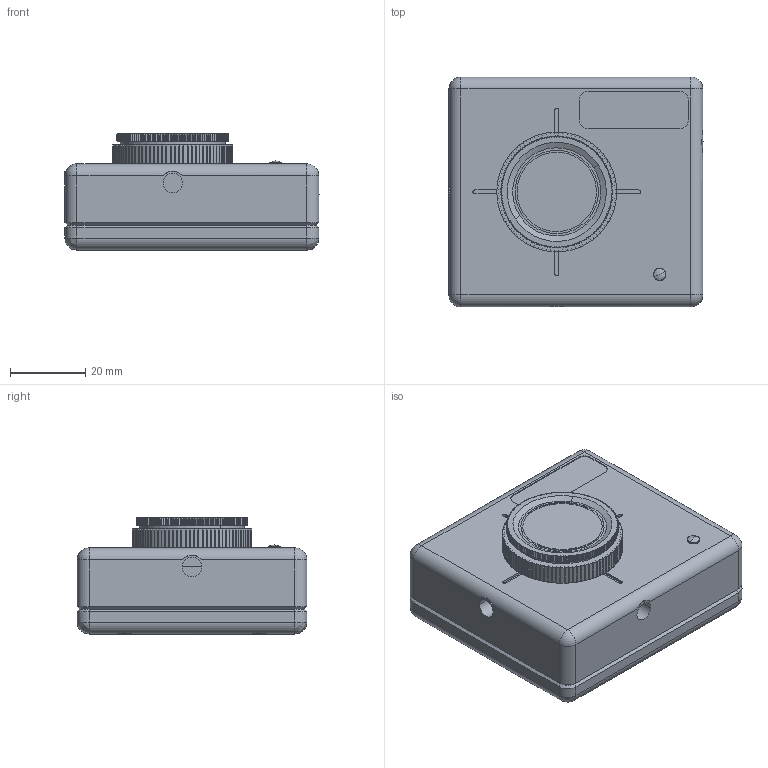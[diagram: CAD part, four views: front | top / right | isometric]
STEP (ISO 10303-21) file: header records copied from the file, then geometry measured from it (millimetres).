
FILE_DESCRIPTION (( 'STEP AP214' ), '1' );
FILE_NAME ('WinCamD-UHR.STEP', '2020-03-03T23:08:29', ( '' ), ( '' ), 'SwSTEP 2.0', 'SolidWorks 2019', '' );
FILE_SCHEMA (( 'AUTOMOTIVE_DESIGN' ));
Length unit declared in the file: millimetre
Products named in the file (12): WinCamD Top; WinCamD-UHR; Light Pipe; ND Filter 4.0_1.0; C-Mount Lens Cap; SMB CAP_85985K13; C-mount ND 4.0 filter_4.0; 0.875 ND 4.0 Filter Glass_4; WinCamD Back; Case Screw_96640A058; Sensor Depth; USB 2.0 Mini
Assembly tree (13 placements, depth 3):
  WinCamD-UHR
    WinCamD Back
    ND Filter 4.0_1.0
      C-mount ND 4.0 filter_4.0
      0.875 ND 4.0 Filter Glass_4
      C-Mount Lens Cap
    USB 2.0 Mini
    SMB CAP_85985K13
    Case Screw_96640A058  x3
    WinCamD Top
    Light Pipe
    Sensor Depth
Bounding box: 67.36 x 60.96 x 30.78 mm (x, y, z)
Volume: 61775.9 mm3; surface area: 34210.2 mm2
Topology: 11 solids, 12 shells, 2275 faces, 6652 edges, 4349 vertices
Faces by surface type: plane 1105, cylinder 786, cone 347, bspline 31, sphere 6
Entity records: 73602 total; most frequent: CARTESIAN_POINT 18677, ORIENTED_EDGE 12053, DIRECTION 10669, EDGE_CURVE 6030, VERTEX_POINT 3952, LINE 3709, VECTOR 3709, AXIS2_PLACEMENT_3D 3480
